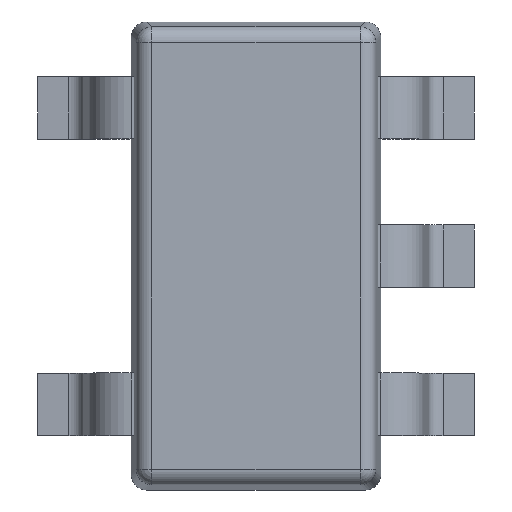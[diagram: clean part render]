
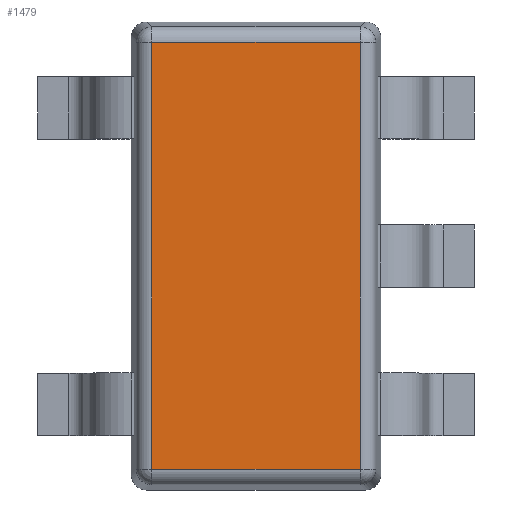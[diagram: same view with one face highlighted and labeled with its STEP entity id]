
A CAD part, top view. The second image highlights one B-rep face of the part: STEP entity #1479.
In plain terms, the highlighted planar face has unit normal (0, 0, 1).
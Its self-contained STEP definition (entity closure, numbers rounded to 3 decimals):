
#162=ORIENTED_EDGE('',*,*,#602,.T.);
#163=ORIENTED_EDGE('',*,*,#603,.T.);
#164=ORIENTED_EDGE('',*,*,#604,.T.);
#165=ORIENTED_EDGE('',*,*,#605,.T.);
#602=EDGE_CURVE('',#822,#823,#958,.T.);
#603=EDGE_CURVE('',#823,#824,#959,.T.);
#604=EDGE_CURVE('',#824,#825,#960,.T.);
#605=EDGE_CURVE('',#825,#822,#961,.T.);
#822=VERTEX_POINT('',#2685);
#823=VERTEX_POINT('',#2686);
#824=VERTEX_POINT('',#2688);
#825=VERTEX_POINT('',#2690);
#958=LINE('',#2684,#1110);
#959=LINE('',#2687,#1111);
#960=LINE('',#2689,#1112);
#961=LINE('',#2691,#1113);
#1110=VECTOR('',#2193,1000.);
#1111=VECTOR('',#2194,1000.);
#1112=VECTOR('',#2195,1000.);
#1113=VECTOR('',#2196,1000.);
#1247=EDGE_LOOP('',(#162,#163,#164,#165));
#1339=FACE_BOUND('',#1247,.T.);
#1431=PLANE('',#2002);
#1479=ADVANCED_FACE('',(#1339),#1431,.T.);
#2002=AXIS2_PLACEMENT_3D('',#2683,#2191,#2192);
#2191=DIRECTION('',(0.,0.,1.));
#2192=DIRECTION('',(1.,0.,0.));
#2193=DIRECTION('',(-1.,0.,0.));
#2194=DIRECTION('',(0.,-1.,0.));
#2195=DIRECTION('',(1.,0.,0.));
#2196=DIRECTION('',(0.,1.,0.));
#2683=CARTESIAN_POINT('',(0.,0.,1.1));
#2684=CARTESIAN_POINT('',(0.,1.369,1.1));
#2685=CARTESIAN_POINT('',(0.669,1.369,1.1));
#2686=CARTESIAN_POINT('',(-0.669,1.369,1.1));
#2687=CARTESIAN_POINT('',(-0.669,0.,1.1));
#2688=CARTESIAN_POINT('',(-0.669,-1.369,1.1));
#2689=CARTESIAN_POINT('',(0.,-1.369,1.1));
#2690=CARTESIAN_POINT('',(0.669,-1.369,1.1));
#2691=CARTESIAN_POINT('',(0.669,0.,1.1));
